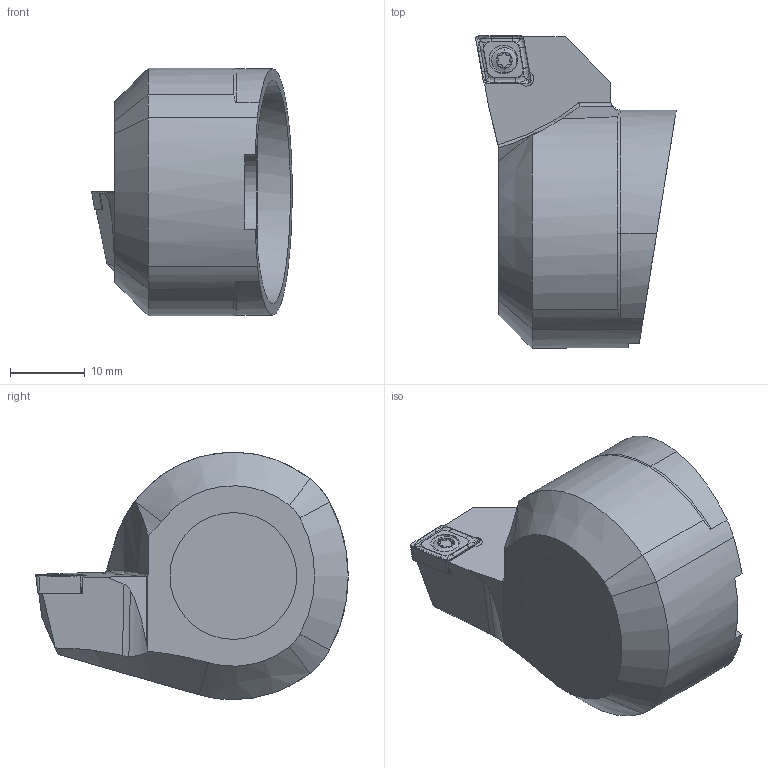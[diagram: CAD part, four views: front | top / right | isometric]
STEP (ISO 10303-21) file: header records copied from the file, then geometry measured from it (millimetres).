
FILE_DESCRIPTION (( 'STEP AP203' ), '1' );
FILE_NAME ('R85-FBHS-06.STEP', '2018-02-27T08:15:25', ( 'SWIAdmin' ), ( 'Hewlett-Packard Company' ), 'SwSTEP 2.0', 'SolidWorks 2017', '' );
FILE_SCHEMA (( 'CONFIG_CONTROL_DESIGN' ));
Length unit declared in the file: millimetre
Products named in the file (4): CCMT060204; WCA-ER2.001.006_A; R85-FBHS-06; F55-WCA.001.022_D_fertigbearbeitet
Assembly tree (3 placements, depth 2):
  R85-FBHS-06
    F55-WCA.001.022_D_fertigbearbeitet
    CCMT060204
    WCA-ER2.001.006_A
Bounding box: 26.89 x 41.9 x 33.2 mm (x, y, z)
Volume: 13692.6 mm3; surface area: 5983.5 mm2
Topology: 5 solids, 5 shells, 161 faces, 404 edges, 249 vertices
Faces by surface type: cylinder 51, plane 50, cone 31, torus 15, bspline 12, sphere 2
Entity records: 5511 total; most frequent: CARTESIAN_POINT 1433, ORIENTED_EDGE 796, DIRECTION 748, EDGE_CURVE 398, AXIS2_PLACEMENT_3D 290, VERTEX_POINT 249, VECTOR 168, LINE 168
